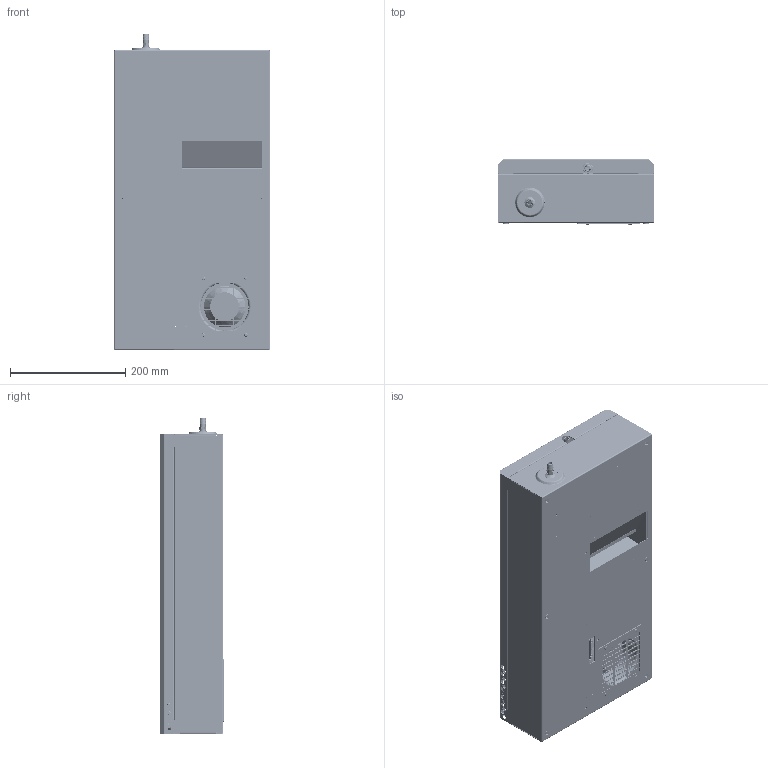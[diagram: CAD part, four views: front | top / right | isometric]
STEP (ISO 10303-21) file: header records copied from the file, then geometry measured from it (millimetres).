
FILE_DESCRIPTION((''),'2;1');
FILE_NAME('KG4266R2_COMPLETE_ASSEMBLY_ASM_ASM','2020-12-11T12:00:33',('andreasd'),(''),'CREO PARAMETRIC BY PTC INC, 2018500','CREO PARAMETRIC BY PTC INC, 2018500','');
FILE_SCHEMA(('AUTOMOTIVE_DESIGN { 1 0 10303 214 1 1 1 1 }'));
Products named in the file (58): KG4266R2_CABINET_1; KG4266R2_CAB_EXT_1; KG4266-9R2_INTERNAL_INLETRING_1; KG4266R2_CABLE_CHANNEL_1; KG4266R2_CAB_CHANNEL_SUPPORT_1; 3X6_AL_A2_PULLED_1; KG4266R2_CABLE_CHANNEL_ASSY_ASM_ASM; KG4266R2_CABMID_SPACER_1; KG4266R2_CAB_SIDE_1; KG4266R2_BTM_BRKT_1; RK4269-934_FINGER_GUARD_1; KG4266R2_CABINET_MANUF_ASM_1_ASM; POPNUT_STRENGTH_WASHER_M6_08_1; POPNUT_M6_HEX_CLOSED_ST_1; POPNUT_M6_HEX_CLOSED_A2_1; M4_CAGE_NUT_STEEL_1; KG4266_CAP_ATTACHMENT_1; POPNUT_M8_HEX_OPEN_STEEL_1; KG4266_CAP_ATTACHMENT_ASSY_ASM__ASM; KG4266R2_INS_CABLE_CHANNEL_1; GROMMET_FORM_NR022_5_5MM_1; GROMMET_FORM_NR022_8MM_1; KG4266R2-CABLE-SEAL_1; KG4266R2_CABINET_ASSEMBLY_ASM_1_ASM; R2S133_AE17-15_1; 072106080019_1; 072106100019_1; PCB_SPACER_NYLON_3_2MM_1; KG4266R2_CONNECTOR_BRACKET_1; KG4266R2_INT_BLWR_ASS_ASM_1_ASM; KG4266R2_MIDDLE_PANEL_1; POPNUT_M4_HEX_CLOSED_STEEL_1; KG426XR2_COMPRESSOR_BASE_1; KG4266R2_MID_PANEL_MANUF_ASM_1_ASM; KG4266R_EVAP_FINS_1; KG4266R_EVAP_ENDPLATE2_1; KG4266R_EVAP_ENDPLATE_1; KG4266R_EVAP_SWAGED_1; KG4266R_EVAP_CONNECTION_1; KG4266R_EVAP_ASS_ASM_1_ASM ...
Assembly tree (128 placements, depth 6):
  KG4266R2_COMPLETE_ASSEMBLY_ASM_ASM
    KG4266R2_COMPLETE_ASSEMBLY_ASM__ASM
      KG4266R2_CABINET_ASSEMBLY_ASM_1_ASM
        KG4266R2_CABINET_MANUF_ASM_1_ASM
          KG4266R2_CABINET_1
          KG4266R2_CAB_EXT_1
          KG4266-9R2_INTERNAL_INLETRING_1
          KG4266R2_CABLE_CHANNEL_ASSY_ASM_ASM
            KG4266R2_CABLE_CHANNEL_1
            KG4266R2_CAB_CHANNEL_SUPPORT_1
            3X6_AL_A2_PULLED_1  x2
          KG4266R2_CABMID_SPACER_1
          KG4266R2_CAB_SIDE_1
          KG4266R2_BTM_BRKT_1
          RK4269-934_FINGER_GUARD_1
          3X6_AL_A2_PULLED_1  x4
        3X6_AL_A2_PULLED_1  x7
        POPNUT_STRENGTH_WASHER_M6_08_1  x6
        POPNUT_M6_HEX_CLOSED_ST_1  x6
        POPNUT_M6_HEX_CLOSED_A2_1  x4
        M4_CAGE_NUT_STEEL_1  x2
        KG4266_CAP_ATTACHMENT_ASSY_ASM__ASM
          KG4266_CAP_ATTACHMENT_1
          POPNUT_M8_HEX_OPEN_STEEL_1
        KG4266R2_INS_CABLE_CHANNEL_1
        GROMMET_FORM_NR022_5_5MM_1
        GROMMET_FORM_NR022_8MM_1
        KG4266R2-CABLE-SEAL_1
      KG4266R2_INT_BLWR_ASS_ASM_1_ASM
        R2S133_AE17-15_1
        072106080019_1
        072106100019_1
        PCB_SPACER_NYLON_3_2MM_1
        KG4266R2_CONNECTOR_BRACKET_1
      KG4266R2_MID_PANEL_ASS_ASM_1_ASM
        KG4266R2_MID_PANEL_MANUF_ASM_1_ASM
          KG4266R2_MIDDLE_PANEL_1
          POPNUT_M4_HEX_CLOSED_STEEL_1
          KG426XR2_COMPRESSOR_BASE_1
          3X6_AL_A2_PULLED_1  x5
        KG4266R_EVAP_ASS_ASM_1_ASM
          KG4266R_EVAP_FINS_1
          KG4266R_EVAP_ENDPLATE2_1
          KG4266R_EVAP_ENDPLATE_1
          KG4266R_EVAP_SWAGED_1  x16
          KG4266R_EVAP_CONNECTION_1  x15
        KG4266R2_DEFLECTOR_1
        KG4266R2_WATER_TRAY_1
      POPNUT_M4_HEX_CLOSED_STEEL_1  x2
      KG4266R2_COVER_ASM_1_ASM
        KG4266R2_COVER_1
        INLET_RING_133_EBM_1
      KG427_SERIES_MOUNTING_CLIP_1  x4
      WASHER_FLAT_A6_4_S_STEEL_1  x4
      HEX_HEAD_BOLT_M6_25_STEEL_1  x4
      SCREW_DIN_965-M4X8_1
      DRAIN_FITTING_BRBD_BRBD_2_1
      WATER_TRAY_DRAIN_BUSH_NUT_1
      KG4266R2_AMB_BLWR_ASS_ASM_1_ASM
        R2S133_AE17_43_1
Bounding box: 270 x 112.6 x 547.88 mm (x, y, z)
Volume: 1772780 mm3; surface area: 2268562 mm2
Topology: 99 solids, 184 shells, 5847 faces, 15601 edges, 10639 vertices
Faces by surface type: plane 3300, cylinder 2051, cone 214, torus 148, bspline 126, extrusion 6, sphere 2
Entity records: 223392 total; most frequent: CARTESIAN_POINT 40487, DIRECTION 27958, ORIENTED_EDGE 25016, EDGE_CURVE 12534, VECTOR 9465, LINE 9459, AXIS2_PLACEMENT_3D 9164, PRESENTATION_STYLE_ASSIGNMENT 8952
